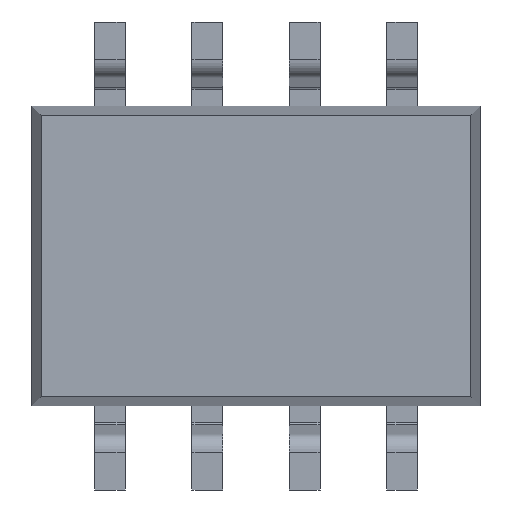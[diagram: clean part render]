
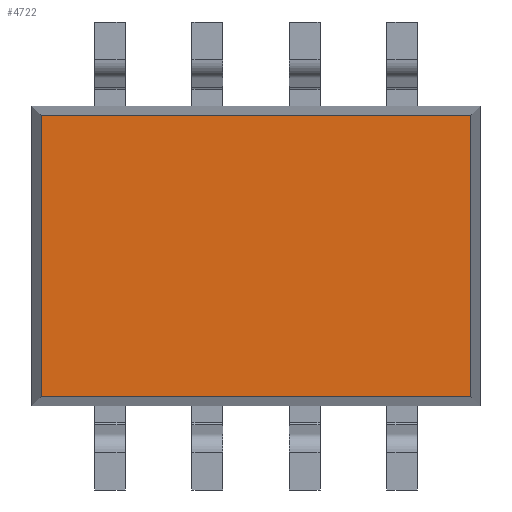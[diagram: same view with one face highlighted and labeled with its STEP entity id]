
A CAD part, front view. The second image highlights one B-rep face of the part: STEP entity #4722.
In plain terms, the highlighted planar face has unit normal (0, -1, 0).
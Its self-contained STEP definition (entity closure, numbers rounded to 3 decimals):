
#363 = PLANE ( 'NONE',  #4584 ) ;
#418 = DIRECTION ( 'NONE',  ( 0., 0., 1. ) ) ;
#500 = ORIENTED_EDGE ( 'NONE', *, *, #1078, .F. ) ;
#542 = VECTOR ( 'NONE', #2978, 1000. ) ;
#604 = CARTESIAN_POINT ( 'NONE',  ( 2.797, -1.59, -1.832 ) ) ;
#770 = ORIENTED_EDGE ( 'NONE', *, *, #1567, .F. ) ;
#1078 = EDGE_CURVE ( 'NONE', #4481, #3213, #3239, .T. ) ;
#1198 = CARTESIAN_POINT ( 'NONE',  ( 0., -1.59, 1.832 ) ) ;
#1523 = DIRECTION ( 'NONE',  ( 0., 0., -1. ) ) ;
#1548 = DIRECTION ( 'NONE',  ( 0., 1., 0. ) ) ;
#1567 = EDGE_CURVE ( 'NONE', #3780, #4481, #2993, .T. ) ;
#1765 = EDGE_CURVE ( 'NONE', #3944, #3780, #4289, .T. ) ;
#1787 = EDGE_LOOP ( 'NONE', ( #770, #4720, #4750, #500 ) ) ;
#1833 = CARTESIAN_POINT ( 'NONE',  ( 0., -1.59, -1.832 ) ) ;
#2064 = VECTOR ( 'NONE', #4007, 1000. ) ;
#2307 = CARTESIAN_POINT ( 'NONE',  ( -2.797, -1.59, 0. ) ) ;
#2428 = CARTESIAN_POINT ( 'NONE',  ( -2.797, -1.59, -1.832 ) ) ;
#2476 = CARTESIAN_POINT ( 'NONE',  ( 2.797, -1.59, 0. ) ) ;
#2587 = VECTOR ( 'NONE', #418, 1000. ) ;
#2871 = CARTESIAN_POINT ( 'NONE',  ( 2.797, -1.59, 1.832 ) ) ;
#2978 = DIRECTION ( 'NONE',  ( -1., 0., 0. ) ) ;
#2993 = LINE ( 'NONE', #2307, #2587 ) ;
#3213 = VERTEX_POINT ( 'NONE', #2871 ) ;
#3239 = LINE ( 'NONE', #1198, #3691 ) ;
#3364 = FACE_OUTER_BOUND ( 'NONE', #1787, .T. ) ;
#3660 = LINE ( 'NONE', #2476, #2064 ) ;
#3691 = VECTOR ( 'NONE', #3794, 1000. ) ;
#3780 = VERTEX_POINT ( 'NONE', #2428 ) ;
#3794 = DIRECTION ( 'NONE',  ( 1., 0., 0. ) ) ;
#3805 = CARTESIAN_POINT ( 'NONE',  ( 0., -1.59, 0. ) ) ;
#3944 = VERTEX_POINT ( 'NONE', #604 ) ;
#3991 = CARTESIAN_POINT ( 'NONE',  ( -2.797, -1.59, 1.832 ) ) ;
#4007 = DIRECTION ( 'NONE',  ( 0., 0., -1. ) ) ;
#4289 = LINE ( 'NONE', #1833, #542 ) ;
#4481 = VERTEX_POINT ( 'NONE', #3991 ) ;
#4523 = EDGE_CURVE ( 'NONE', #3213, #3944, #3660, .T. ) ;
#4584 = AXIS2_PLACEMENT_3D ( 'NONE', #3805, #1548, #1523 ) ;
#4720 = ORIENTED_EDGE ( 'NONE', *, *, #1765, .F. ) ;
#4722 = ADVANCED_FACE ( 'NONE', ( #3364 ), #363, .F. ) ;
#4750 = ORIENTED_EDGE ( 'NONE', *, *, #4523, .F. ) ;
